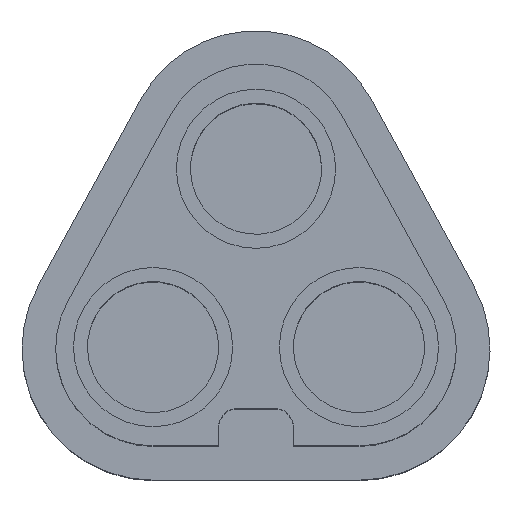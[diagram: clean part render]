
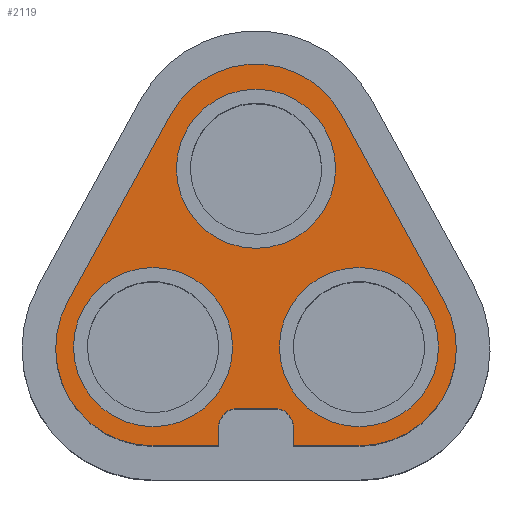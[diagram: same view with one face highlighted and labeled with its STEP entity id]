
A CAD part, top view. The second image highlights one B-rep face of the part: STEP entity #2119.
In plain terms, the highlighted planar face has unit normal (0, 0, 1).
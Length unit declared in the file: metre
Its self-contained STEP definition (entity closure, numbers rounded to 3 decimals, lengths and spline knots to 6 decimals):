
#127=LINE('',#3353,#287);
#128=LINE('',#3356,#288);
#129=LINE('',#3360,#289);
#130=LINE('',#3364,#290);
#131=LINE('',#3368,#291);
#132=LINE('',#3370,#292);
#133=LINE('',#3374,#293);
#287=VECTOR('',#2613,1.);
#288=VECTOR('',#2614,1.);
#289=VECTOR('',#2617,1.);
#290=VECTOR('',#2620,1.);
#291=VECTOR('',#2623,1.);
#292=VECTOR('',#2624,1.);
#293=VECTOR('',#2627,1.);
#447=ORIENTED_EDGE('',*,*,#1071,.T.);
#448=ORIENTED_EDGE('',*,*,#1072,.T.);
#449=ORIENTED_EDGE('',*,*,#1073,.T.);
#450=ORIENTED_EDGE('',*,*,#1074,.T.);
#451=ORIENTED_EDGE('',*,*,#1075,.T.);
#452=ORIENTED_EDGE('',*,*,#1076,.T.);
#453=ORIENTED_EDGE('',*,*,#1077,.T.);
#454=ORIENTED_EDGE('',*,*,#1078,.T.);
#455=ORIENTED_EDGE('',*,*,#1079,.T.);
#456=ORIENTED_EDGE('',*,*,#1080,.T.);
#457=ORIENTED_EDGE('',*,*,#1081,.T.);
#458=ORIENTED_EDGE('',*,*,#1082,.T.);
#459=ORIENTED_EDGE('',*,*,#1083,.T.);
#460=ORIENTED_EDGE('',*,*,#1084,.T.);
#461=ORIENTED_EDGE('',*,*,#1085,.T.);
#1071=EDGE_CURVE('',#1383,#1383,#1573,.T.);
#1072=EDGE_CURVE('',#1384,#1384,#1574,.T.);
#1073=EDGE_CURVE('',#1385,#1385,#1575,.T.);
#1074=EDGE_CURVE('',#1386,#1387,#127,.T.);
#1075=EDGE_CURVE('',#1387,#1388,#128,.T.);
#1076=EDGE_CURVE('',#1388,#1389,#1576,.T.);
#1077=EDGE_CURVE('',#1389,#1390,#129,.T.);
#1078=EDGE_CURVE('',#1390,#1391,#1577,.T.);
#1079=EDGE_CURVE('',#1391,#1392,#130,.T.);
#1080=EDGE_CURVE('',#1392,#1393,#1578,.T.);
#1081=EDGE_CURVE('',#1393,#1394,#131,.T.);
#1082=EDGE_CURVE('',#1394,#1395,#132,.T.);
#1083=EDGE_CURVE('',#1395,#1396,#1579,.T.);
#1084=EDGE_CURVE('',#1396,#1397,#133,.T.);
#1085=EDGE_CURVE('',#1397,#1386,#1580,.T.);
#1383=VERTEX_POINT('',#3348);
#1384=VERTEX_POINT('',#3350);
#1385=VERTEX_POINT('',#3352);
#1386=VERTEX_POINT('',#3354);
#1387=VERTEX_POINT('',#3355);
#1388=VERTEX_POINT('',#3357);
#1389=VERTEX_POINT('',#3359);
#1390=VERTEX_POINT('',#3361);
#1391=VERTEX_POINT('',#3363);
#1392=VERTEX_POINT('',#3365);
#1393=VERTEX_POINT('',#3367);
#1394=VERTEX_POINT('',#3369);
#1395=VERTEX_POINT('',#3371);
#1396=VERTEX_POINT('',#3373);
#1397=VERTEX_POINT('',#3375);
#1573=CIRCLE('',#2314,0.002125);
#1574=CIRCLE('',#2315,0.002125);
#1575=CIRCLE('',#2316,0.002125);
#1576=CIRCLE('',#2317,0.0026);
#1577=CIRCLE('',#2318,0.0026);
#1578=CIRCLE('',#2319,0.0026);
#1579=CIRCLE('',#2320,0.0005);
#1580=CIRCLE('',#2321,0.0005);
#1713=EDGE_LOOP('',(#447));
#1714=EDGE_LOOP('',(#448));
#1715=EDGE_LOOP('',(#449));
#1716=EDGE_LOOP('',(#450,#451,#452,#453,#454,#455,#456,#457,#458,#459,#460,
#461));
#1887=FACE_BOUND('',#1713,.T.);
#1888=FACE_BOUND('',#1714,.T.);
#1889=FACE_BOUND('',#1715,.T.);
#1890=FACE_BOUND('',#1716,.T.);
#2061=PLANE('',#2313);
#2119=ADVANCED_FACE('',(#1887,#1888,#1889,#1890),#2061,.T.);
#2313=AXIS2_PLACEMENT_3D('',#3346,#2605,#2606);
#2314=AXIS2_PLACEMENT_3D('',#3347,#2607,#2608);
#2315=AXIS2_PLACEMENT_3D('',#3349,#2609,#2610);
#2316=AXIS2_PLACEMENT_3D('',#3351,#2611,#2612);
#2317=AXIS2_PLACEMENT_3D('',#3358,#2615,#2616);
#2318=AXIS2_PLACEMENT_3D('',#3362,#2618,#2619);
#2319=AXIS2_PLACEMENT_3D('',#3366,#2621,#2622);
#2320=AXIS2_PLACEMENT_3D('',#3372,#2625,#2626);
#2321=AXIS2_PLACEMENT_3D('',#3376,#2628,#2629);
#2605=DIRECTION('',(0.,0.,1.));
#2606=DIRECTION('',(1.,0.,0.));
#2607=DIRECTION('',(0.,0.,-1.));
#2608=DIRECTION('',(-1.,0.,0.));
#2609=DIRECTION('',(0.,0.,-1.));
#2610=DIRECTION('',(-1.,0.,0.));
#2611=DIRECTION('',(0.,0.,-1.));
#2612=DIRECTION('',(-1.,0.,0.));
#2613=DIRECTION('',(0.,-1.,0.));
#2614=DIRECTION('',(1.,0.,0.));
#2615=DIRECTION('',(0.,0.,1.));
#2616=DIRECTION('',(0.,-1.,0.));
#2617=DIRECTION('',(-0.482,0.876,0.));
#2618=DIRECTION('',(0.,0.,1.));
#2619=DIRECTION('',(0.876,0.482,0.));
#2620=DIRECTION('',(-0.482,-0.876,0.));
#2621=DIRECTION('',(0.,0.,1.));
#2622=DIRECTION('',(-0.876,0.482,0.));
#2623=DIRECTION('',(1.,0.,0.));
#2624=DIRECTION('',(0.,1.,0.));
#2625=DIRECTION('',(0.,0.,-1.));
#2626=DIRECTION('',(0.,-1.,0.));
#2627=DIRECTION('',(1.,0.,0.));
#2628=DIRECTION('',(0.,0.,-1.));
#2629=DIRECTION('',(-1.,0.,0.));
#3346=CARTESIAN_POINT('',(0.,0.000873,0.0085));
#3347=CARTESIAN_POINT('',(0.00275,-0.001588,0.0085));
#3348=CARTESIAN_POINT('',(0.000625,-0.001588,0.0085));
#3349=CARTESIAN_POINT('',(0.,0.003175,0.0085));
#3350=CARTESIAN_POINT('',(-0.002125,0.003175,0.0085));
#3351=CARTESIAN_POINT('',(-0.00275,-0.001588,0.0085));
#3352=CARTESIAN_POINT('',(-0.004875,-0.001588,0.0085));
#3353=CARTESIAN_POINT('',(0.001,-0.003727,0.0085));
#3354=CARTESIAN_POINT('',(0.001,-0.003727,0.0085));
#3355=CARTESIAN_POINT('',(0.001,-0.004227,0.0085));
#3356=CARTESIAN_POINT('',(0.,-0.004227,0.0085));
#3357=CARTESIAN_POINT('',(0.00275,-0.004227,0.0085));
#3358=CARTESIAN_POINT('',(0.00275,-0.001627,0.0085));
#3359=CARTESIAN_POINT('',(0.005028,-0.000374,0.0085));
#3360=CARTESIAN_POINT('',(0.005028,-0.000374,0.0085));
#3361=CARTESIAN_POINT('',(0.002278,0.004626,0.0085));
#3362=CARTESIAN_POINT('',(0.,0.003373,0.0085));
#3363=CARTESIAN_POINT('',(-0.002278,0.004626,0.0085));
#3364=CARTESIAN_POINT('',(-0.002278,0.004626,0.0085));
#3365=CARTESIAN_POINT('',(-0.005028,-0.000374,0.0085));
#3366=CARTESIAN_POINT('',(-0.00275,-0.001627,0.0085));
#3367=CARTESIAN_POINT('',(-0.00275,-0.004227,0.0085));
#3368=CARTESIAN_POINT('',(-0.00275,-0.004227,0.0085));
#3369=CARTESIAN_POINT('',(-0.001,-0.004227,0.0085));
#3370=CARTESIAN_POINT('',(-0.001,-0.004227,0.0085));
#3371=CARTESIAN_POINT('',(-0.001,-0.003727,0.0085));
#3372=CARTESIAN_POINT('',(-0.0005,-0.003727,0.0085));
#3373=CARTESIAN_POINT('',(-0.0005,-0.003227,0.0085));
#3374=CARTESIAN_POINT('',(-0.0005,-0.003227,0.0085));
#3375=CARTESIAN_POINT('',(0.0005,-0.003227,0.0085));
#3376=CARTESIAN_POINT('',(0.0005,-0.003727,0.0085));
